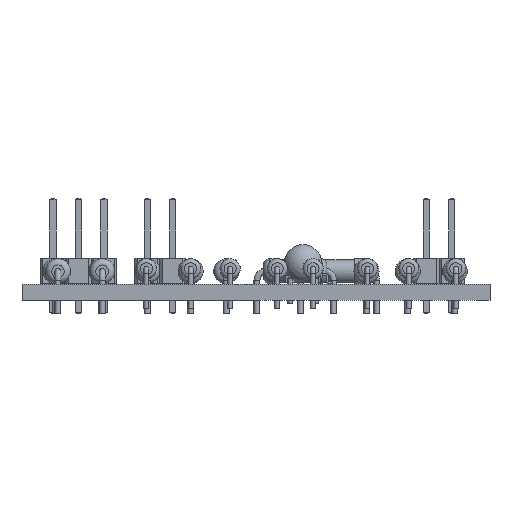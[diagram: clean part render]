
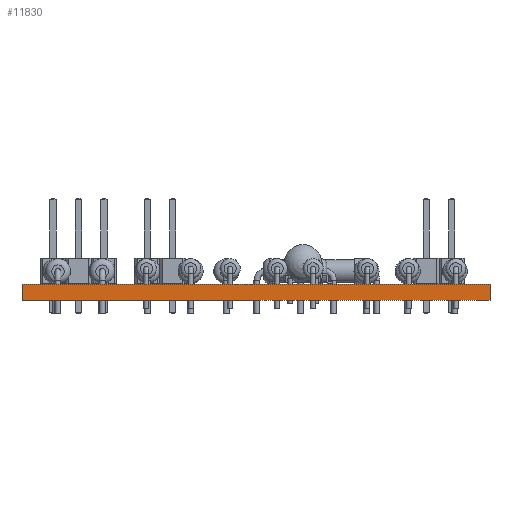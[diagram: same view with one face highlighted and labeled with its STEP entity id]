
A CAD part, left-side view. The second image highlights one B-rep face of the part: STEP entity #11830.
In plain terms, the highlighted planar face has unit normal (-1, 0, 0).
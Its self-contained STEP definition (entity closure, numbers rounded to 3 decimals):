
#10611 = VERTEX_POINT('',#10612);
#10612 = CARTESIAN_POINT('',(122.425,-124.3,0.));
#10618 = EDGE_CURVE('',#10611,#10619,#10621,.T.);
#10619 = VERTEX_POINT('',#10620);
#10620 = CARTESIAN_POINT('',(122.425,-77.7,0.));
#10621 = LINE('',#10622,#10623);
#10622 = CARTESIAN_POINT('',(122.425,-124.3,0.));
#10623 = VECTOR('',#10624,1.);
#10624 = DIRECTION('',(0.,1.,0.));
#11231 = VERTEX_POINT('',#11232);
#11232 = CARTESIAN_POINT('',(122.425,-124.3,1.6));
#11238 = EDGE_CURVE('',#11231,#11239,#11241,.T.);
#11239 = VERTEX_POINT('',#11240);
#11240 = CARTESIAN_POINT('',(122.425,-77.7,1.6));
#11241 = LINE('',#11242,#11243);
#11242 = CARTESIAN_POINT('',(122.425,-124.3,1.6));
#11243 = VECTOR('',#11244,1.);
#11244 = DIRECTION('',(0.,1.,0.));
#11800 = EDGE_CURVE('',#10619,#11239,#11801,.T.);
#11801 = LINE('',#11802,#11803);
#11802 = CARTESIAN_POINT('',(122.425,-77.7,0.));
#11803 = VECTOR('',#11804,1.);
#11804 = DIRECTION('',(0.,0.,1.));
#11830 = ADVANCED_FACE('',(#11831),#11842,.T.);
#11831 = FACE_BOUND('',#11832,.T.);
#11832 = EDGE_LOOP('',(#11833,#11839,#11840,#11841));
#11833 = ORIENTED_EDGE('',*,*,#11834,.T.);
#11834 = EDGE_CURVE('',#10611,#11231,#11835,.T.);
#11835 = LINE('',#11836,#11837);
#11836 = CARTESIAN_POINT('',(122.425,-124.3,0.));
#11837 = VECTOR('',#11838,1.);
#11838 = DIRECTION('',(0.,0.,1.));
#11839 = ORIENTED_EDGE('',*,*,#11238,.T.);
#11840 = ORIENTED_EDGE('',*,*,#11800,.F.);
#11841 = ORIENTED_EDGE('',*,*,#10618,.F.);
#11842 = PLANE('',#11843);
#11843 = AXIS2_PLACEMENT_3D('',#11844,#11845,#11846);
#11844 = CARTESIAN_POINT('',(122.425,-124.3,0.));
#11845 = DIRECTION('',(-1.,0.,0.));
#11846 = DIRECTION('',(0.,1.,0.));
